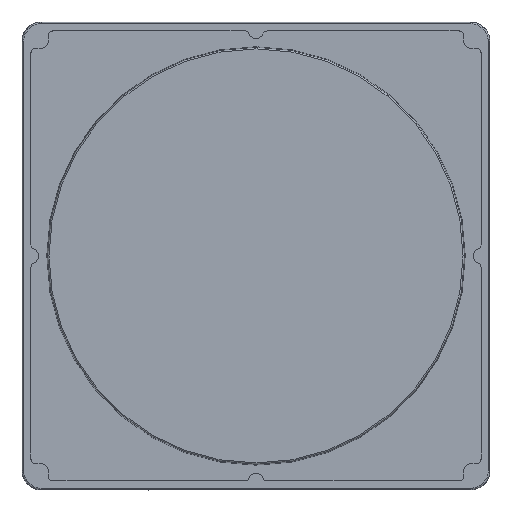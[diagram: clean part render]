
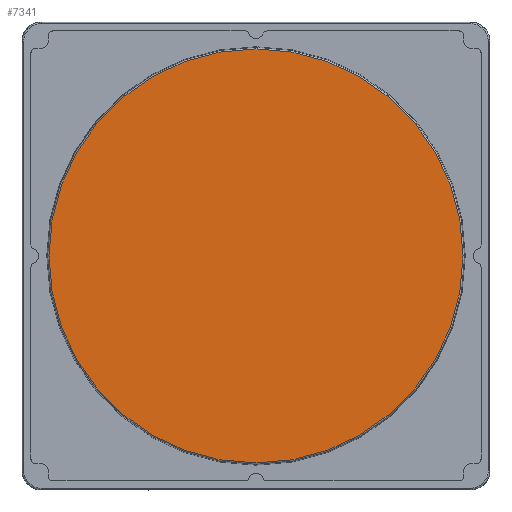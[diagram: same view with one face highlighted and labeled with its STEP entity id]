
A CAD part, top view. The second image highlights one B-rep face of the part: STEP entity #7341.
In plain terms, the highlighted planar face has unit normal (0, 0, 1).
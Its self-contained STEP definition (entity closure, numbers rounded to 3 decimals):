
#127 = CARTESIAN_POINT ( 'NONE',  ( -221.78, 0., 0. ) ) ;
#641 = EDGE_LOOP ( 'NONE', ( #6559 ) ) ;
#703 = DIRECTION ( 'NONE',  ( -1., 0., 0. ) ) ;
#1989 = AXIS2_PLACEMENT_3D ( 'NONE', #12427, #8570, #703 ) ;
#2301 = CIRCLE ( 'NONE', #3412, 221.78 ) ;
#2729 = VERTEX_POINT ( 'NONE', #127 ) ;
#3412 = AXIS2_PLACEMENT_3D ( 'NONE', #5218, #10556, #7993 ) ;
#5218 = CARTESIAN_POINT ( 'NONE',  ( 0., 0., 0. ) ) ;
#6559 = ORIENTED_EDGE ( 'NONE', *, *, #12028, .T. ) ;
#7341 = ADVANCED_FACE ( 'NONE', ( #10790 ), #15980, .T. ) ;
#7993 = DIRECTION ( 'NONE',  ( -1., 0., 0. ) ) ;
#8570 = DIRECTION ( 'NONE',  ( 0., 0., 1. ) ) ;
#10556 = DIRECTION ( 'NONE',  ( 0., 0., 1. ) ) ;
#10790 = FACE_OUTER_BOUND ( 'NONE', #641, .T. ) ;
#12028 = EDGE_CURVE ( 'NONE', #2729, #2729, #2301, .T. ) ;
#12427 = CARTESIAN_POINT ( 'NONE',  ( 204.585, 40.711, 0. ) ) ;
#15980 = PLANE ( 'NONE',  #1989 ) ;
